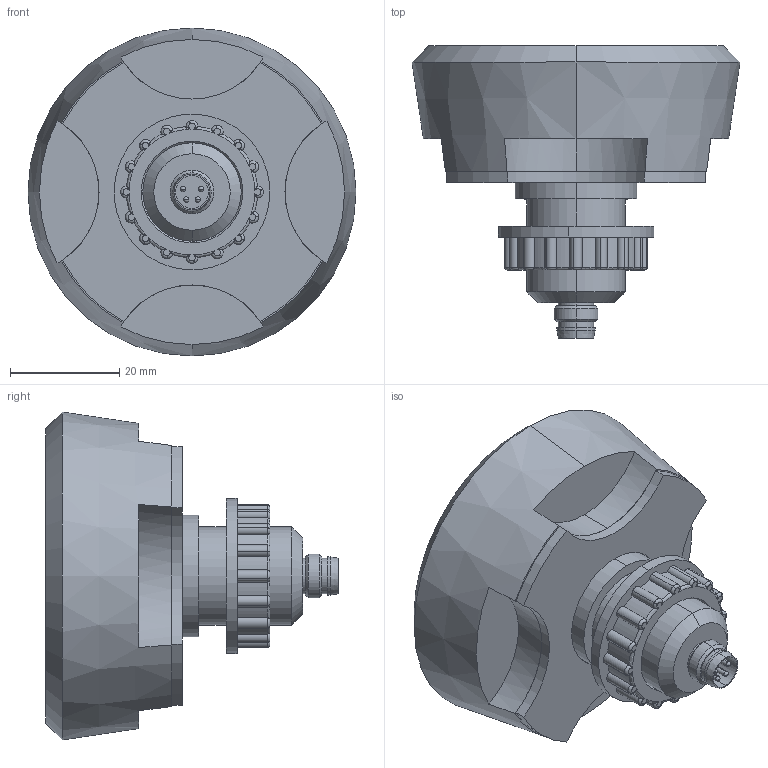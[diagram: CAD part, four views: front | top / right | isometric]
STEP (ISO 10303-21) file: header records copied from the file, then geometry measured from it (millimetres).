
FILE_DESCRIPTION (( 'STEP AP203' ), '1' );
FILE_NAME ('CHT3-456P-29-TGSRS.step', '2020-02-06T11:48:28', ( '' ), ( '' ), 'SwSTEP 2.0', 'SolidWorks 2019', '' );
FILE_SCHEMA (( 'CONFIG_CONTROL_DESIGN' ));
Length unit declared in the file: millimetre
Products named in the file (1): CHT3-456P-29-TGSRS
Bounding box: 60 x 53.5 x 60 mm (x, y, z)
Volume: 63958.5 mm3; surface area: 20585.8 mm2
Topology: 9 solids, 9 shells, 197 faces, 460 edges, 282 vertices
Faces by surface type: cylinder 95, torus 49, plane 27, cone 16, bspline 10
Entity records: 6996 total; most frequent: CARTESIAN_POINT 2328, DIRECTION 1081, ORIENTED_EDGE 904, AXIS2_PLACEMENT_3D 487, EDGE_CURVE 452, CIRCLE 299, VERTEX_POINT 282, EDGE_LOOP 210
